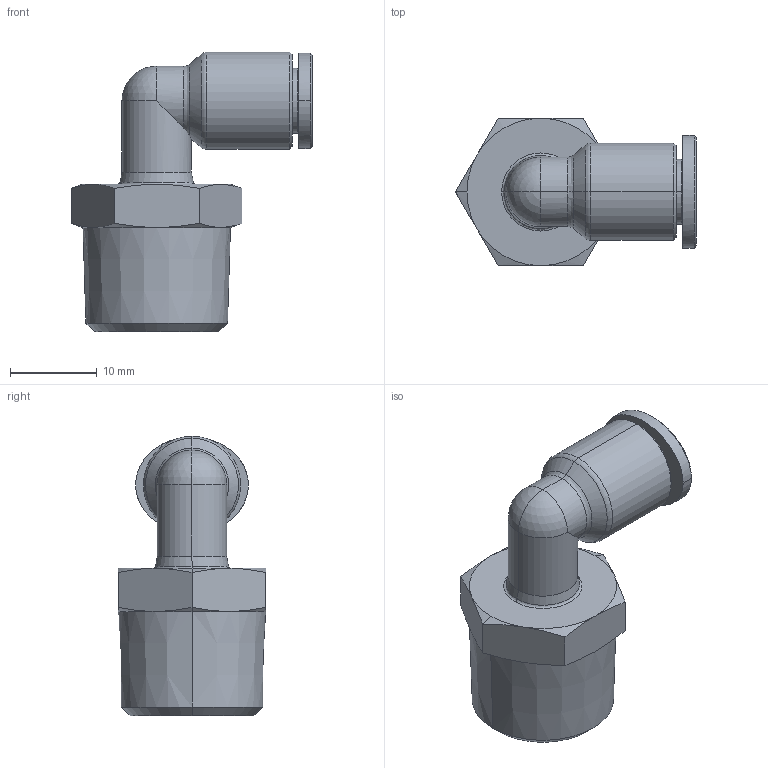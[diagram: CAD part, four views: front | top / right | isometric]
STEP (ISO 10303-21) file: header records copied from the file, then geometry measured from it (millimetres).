
FILE_DESCRIPTION((''),'2;1');
FILE_NAME('GPL 0603(L)(3D).stp','2012-12-21T09:49:05',(''),(''),'Mechanical Desktop.R8.0.24.0','Mechanical Desktop.R8.0.24.0',', , ');
FILE_SCHEMA(('CONFIG_CONTROL_DESIGN'));
Length unit declared in the file: millimetre
Products named in the file (2): GPL 0603(L)(3D); 睡ヶ1
Assembly tree (1 placements, depth 2):
  GPL 0603(L)(3D)
    睡ヶ1
Bounding box: 27.77 x 17 x 32.2 mm (x, y, z)
Volume: 4298.7 mm3; surface area: 3002.8 mm2
Topology: 1 solids, 1 shells, 269 faces, 718 edges, 462 vertices
Faces by surface type: plane 176, bspline 34, cone 32, cylinder 23, sphere 2, torus 2
Entity records: 9331 total; most frequent: CARTESIAN_POINT 2647, ORIENTED_EDGE 1428, DIRECTION 1292, EDGE_CURVE 714, VECTOR 538, LINE 538, VERTEX_POINT 462, AXIS2_PLACEMENT_3D 377
